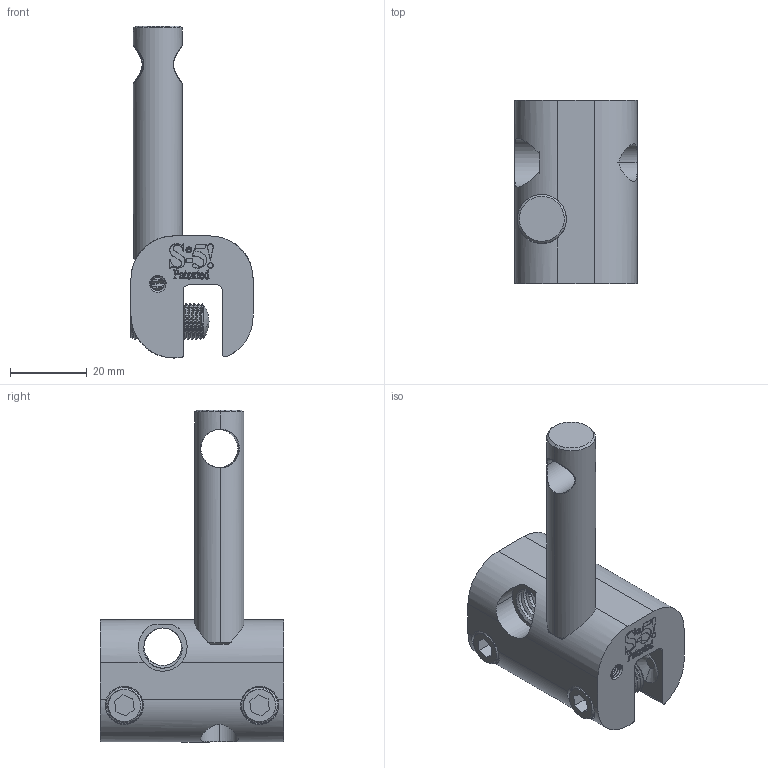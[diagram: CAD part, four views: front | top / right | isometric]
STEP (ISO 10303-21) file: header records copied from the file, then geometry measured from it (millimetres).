
FILE_DESCRIPTION (( 'STEP AP214' ), '1' );
FILE_NAME ('S-5-AE.STEP', '2016-04-14T18:25:48', ( '' ), ( '' ), 'SwSTEP 2.0', 'SolidWorks 2016', '' );
FILE_SCHEMA (( 'AUTOMOTIVE_DESIGN' ));
Length unit declared in the file: inch
Products named in the file (4): S-5-AE; .800 SETSCREW; SnoPost SS_1
Assembly tree (4 placements, depth 2):
  S-5-AE
    S-5-AE
    SnoPost SS_1
    .800 SETSCREW  x2
Bounding box: 31.75 x 47.75 x 86.36 mm (x, y, z)
Volume: 36851.8 mm3; surface area: 16782.9 mm2
Topology: 4 solids, 4 shells, 975 faces, 2790 edges, 1853 vertices
Faces by surface type: cylinder 462, plane 269, bspline 215, cone 25, sphere 4
Entity records: 59345 total; most frequent: CARTESIAN_POINT 39781, ORIENTED_EDGE 5078, DIRECTION 2742, EDGE_CURVE 2539, VERTEX_POINT 1686, VECTOR 1144, LINE 1144, EDGE_LOOP 933
